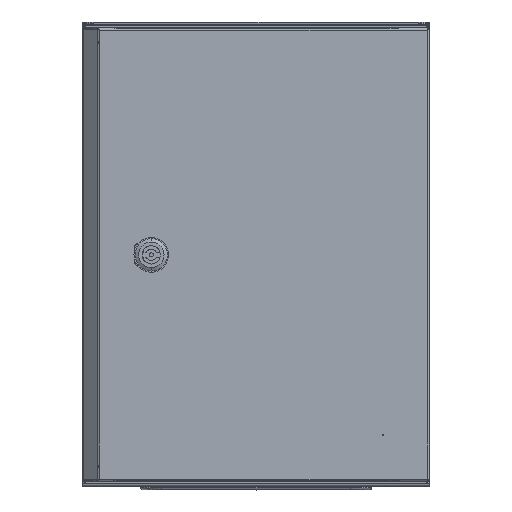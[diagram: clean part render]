
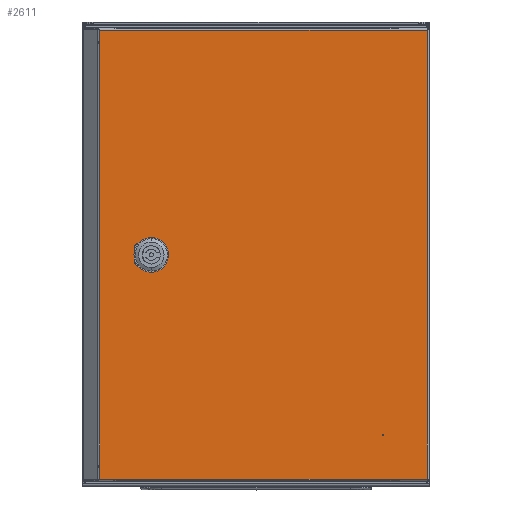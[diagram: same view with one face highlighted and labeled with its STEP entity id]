
A CAD part, top view. The second image highlights one B-rep face of the part: STEP entity #2611.
In plain terms, the highlighted face is planar.
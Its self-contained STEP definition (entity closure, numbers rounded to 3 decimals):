
#273 = CIRCLE ( 'NONE', #9303, 3.5 ) ;
#296 = CARTESIAN_POINT ( 'NONE',  ( 34.5, 0., 204.5 ) ) ;
#1490 = VECTOR ( 'NONE', #27136, 1000. ) ;
#1653 = FACE_BOUND ( 'NONE', #25257, .T. ) ;
#1690 = CARTESIAN_POINT ( 'NONE',  ( 284., 0., 0.75 ) ) ;
#1746 = DIRECTION ( 'NONE',  ( 0., 0., 1. ) ) ;
#1811 = CARTESIAN_POINT ( 'NONE',  ( 284., 0., 388.75 ) ) ;
#2225 = EDGE_CURVE ( 'NONE', #11185, #23138, #273, .T. ) ;
#2267 = VERTEX_POINT ( 'NONE', #1690 ) ;
#2611 = ADVANCED_FACE ( 'NONE', ( #1653, #10434, #21438 ), #23799, .T. ) ;
#2840 = DIRECTION ( 'NONE',  ( 0., -1., 0. ) ) ;
#2857 = EDGE_CURVE ( 'NONE', #15799, #4014, #9820, .T. ) ;
#3453 = DIRECTION ( 'NONE',  ( 0., 0., -1. ) ) ;
#3651 = ORIENTED_EDGE ( 'NONE', *, *, #5392, .F. ) ;
#3764 = DIRECTION ( 'NONE',  ( 0., 0., -1. ) ) ;
#4014 = VERTEX_POINT ( 'NONE', #10702 ) ;
#4351 = EDGE_LOOP ( 'NONE', ( #27382, #10127, #3651, #9918, #10135, #10121, #26944, #24555 ) ) ;
#4387 = ORIENTED_EDGE ( 'NONE', *, *, #27231, .F. ) ;
#5040 = CARTESIAN_POINT ( 'NONE',  ( 284., 0., 389.5 ) ) ;
#5165 = EDGE_CURVE ( 'NONE', #21942, #28628, #19241, .T. ) ;
#5392 = EDGE_CURVE ( 'NONE', #4014, #6476, #18528, .T. ) ;
#5528 = ORIENTED_EDGE ( 'NONE', *, *, #28272, .T. ) ;
#5621 = DIRECTION ( 'NONE',  ( 1., 0., 0. ) ) ;
#5636 = EDGE_CURVE ( 'NONE', #6281, #21942, #16923, .T. ) ;
#6001 = DIRECTION ( 'NONE',  ( 0., -1., 0. ) ) ;
#6281 = VERTEX_POINT ( 'NONE', #18351 ) ;
#6331 = CARTESIAN_POINT ( 'NONE',  ( 31., 0., 188.5 ) ) ;
#6357 = EDGE_CURVE ( 'NONE', #23138, #6281, #16112, .T. ) ;
#6476 = VERTEX_POINT ( 'NONE', #26793 ) ;
#6566 = CARTESIAN_POINT ( 'NONE',  ( 0.785, 0., 0.75 ) ) ;
#7151 = CIRCLE ( 'NONE', #23760, 0.5 ) ;
#7741 = AXIS2_PLACEMENT_3D ( 'NONE', #22852, #22418, #8607 ) ;
#7796 = CARTESIAN_POINT ( 'NONE',  ( 0.785, 0., 389.5 ) ) ;
#7959 = EDGE_LOOP ( 'NONE', ( #11784, #14030, #4387, #5528 ) ) ;
#8535 = EDGE_CURVE ( 'NONE', #27362, #18263, #7151, .T. ) ;
#8580 = CARTESIAN_POINT ( 'NONE',  ( 246., 0., 38.75 ) ) ;
#8607 = DIRECTION ( 'NONE',  ( 0., 0., 1. ) ) ;
#8724 = LINE ( 'NONE', #22243, #1490 ) ;
#8850 = AXIS2_PLACEMENT_3D ( 'NONE', #21424, #2840, #28119 ) ;
#8928 = VECTOR ( 'NONE', #23176, 1000. ) ;
#9303 = AXIS2_PLACEMENT_3D ( 'NONE', #24133, #10611, #3764 ) ;
#9820 = LINE ( 'NONE', #296, #8928 ) ;
#9880 = CARTESIAN_POINT ( 'NONE',  ( 50.5, 0., 201. ) ) ;
#9918 = ORIENTED_EDGE ( 'NONE', *, *, #2857, .F. ) ;
#10121 = ORIENTED_EDGE ( 'NONE', *, *, #5165, .F. ) ;
#10127 = ORIENTED_EDGE ( 'NONE', *, *, #15987, .F. ) ;
#10135 = ORIENTED_EDGE ( 'NONE', *, *, #14502, .F. ) ;
#10280 = CARTESIAN_POINT ( 'NONE',  ( 34.5, 0., 185. ) ) ;
#10434 = FACE_BOUND ( 'NONE', #4351, .T. ) ;
#10576 = DIRECTION ( 'NONE',  ( 0., -1., 0. ) ) ;
#10611 = DIRECTION ( 'NONE',  ( 0., -1., 0. ) ) ;
#10702 = CARTESIAN_POINT ( 'NONE',  ( 34.5, 0., 204.5 ) ) ;
#11140 = CARTESIAN_POINT ( 'NONE',  ( 50.5, 0., 188.5 ) ) ;
#11185 = VERTEX_POINT ( 'NONE', #6331 ) ;
#11331 = DIRECTION ( 'NONE',  ( -1., 0., 0. ) ) ;
#11784 = ORIENTED_EDGE ( 'NONE', *, *, #28026, .T. ) ;
#12599 = ORIENTED_EDGE ( 'NONE', *, *, #8535, .T. ) ;
#12948 = VECTOR ( 'NONE', #5621, 1000. ) ;
#12949 = CIRCLE ( 'NONE', #7741, 3.5 ) ;
#13046 = CARTESIAN_POINT ( 'NONE',  ( 246., 0., 38.25 ) ) ;
#13744 = DIRECTION ( 'NONE',  ( 1., 0., 0. ) ) ;
#13767 = CARTESIAN_POINT ( 'NONE',  ( 246., 0., 39.25 ) ) ;
#14017 = CIRCLE ( 'NONE', #29198, 0.5 ) ;
#14030 = ORIENTED_EDGE ( 'NONE', *, *, #29295, .T. ) ;
#14502 = EDGE_CURVE ( 'NONE', #28628, #15799, #12949, .T. ) ;
#14691 = LINE ( 'NONE', #14828, #12948 ) ;
#14828 = CARTESIAN_POINT ( 'NONE',  ( -2.154, 0., 0.75 ) ) ;
#15337 = LINE ( 'NONE', #1811, #21472 ) ;
#15441 = CARTESIAN_POINT ( 'NONE',  ( 246., 0., 38.75 ) ) ;
#15694 = DIRECTION ( 'NONE',  ( 0., 1., 0. ) ) ;
#15799 = VERTEX_POINT ( 'NONE', #23640 ) ;
#15987 = EDGE_CURVE ( 'NONE', #6476, #11185, #8724, .T. ) ;
#16112 = LINE ( 'NONE', #27870, #21420 ) ;
#16338 = DIRECTION ( 'NONE',  ( 0., 0., -1. ) ) ;
#16923 = CIRCLE ( 'NONE', #8850, 3.5 ) ;
#17125 = AXIS2_PLACEMENT_3D ( 'NONE', #19947, #6001, #24684 ) ;
#17292 = LINE ( 'NONE', #7796, #24294 ) ;
#18263 = VERTEX_POINT ( 'NONE', #13767 ) ;
#18351 = CARTESIAN_POINT ( 'NONE',  ( 47., 0., 185. ) ) ;
#18421 = VERTEX_POINT ( 'NONE', #25808 ) ;
#18528 = CIRCLE ( 'NONE', #17125, 3.5 ) ;
#18552 = LINE ( 'NONE', #5040, #19986 ) ;
#18654 = VERTEX_POINT ( 'NONE', #27959 ) ;
#18947 = DIRECTION ( 'NONE',  ( 0., 0., 1. ) ) ;
#19215 = CARTESIAN_POINT ( 'NONE',  ( 0., 0., 389.5 ) ) ;
#19241 = LINE ( 'NONE', #9880, #24215 ) ;
#19627 = CARTESIAN_POINT ( 'NONE',  ( 50.5, 0., 201. ) ) ;
#19947 = CARTESIAN_POINT ( 'NONE',  ( 34.5, 0., 201. ) ) ;
#19986 = VECTOR ( 'NONE', #16338, 1000. ) ;
#21420 = VECTOR ( 'NONE', #13744, 1000. ) ;
#21424 = CARTESIAN_POINT ( 'NONE',  ( 47., 0., 188.5 ) ) ;
#21438 = FACE_OUTER_BOUND ( 'NONE', #7959, .T. ) ;
#21472 = VECTOR ( 'NONE', #11331, 1000. ) ;
#21895 = DIRECTION ( 'NONE',  ( 0., 0., -1. ) ) ;
#21942 = VERTEX_POINT ( 'NONE', #11140 ) ;
#22041 = EDGE_CURVE ( 'NONE', #18263, #27362, #14017, .T. ) ;
#22243 = CARTESIAN_POINT ( 'NONE',  ( 31., 0., 201. ) ) ;
#22418 = DIRECTION ( 'NONE',  ( 0., -1., 0. ) ) ;
#22679 = AXIS2_PLACEMENT_3D ( 'NONE', #19215, #10576, #3453 ) ;
#22852 = CARTESIAN_POINT ( 'NONE',  ( 47., 0., 201. ) ) ;
#23131 = ORIENTED_EDGE ( 'NONE', *, *, #22041, .T. ) ;
#23138 = VERTEX_POINT ( 'NONE', #10280 ) ;
#23176 = DIRECTION ( 'NONE',  ( -1., 0., 0. ) ) ;
#23640 = CARTESIAN_POINT ( 'NONE',  ( 47., 0., 204.5 ) ) ;
#23760 = AXIS2_PLACEMENT_3D ( 'NONE', #8580, #15694, #1746 ) ;
#23799 = PLANE ( 'NONE',  #22679 ) ;
#24133 = CARTESIAN_POINT ( 'NONE',  ( 34.5, 0., 188.5 ) ) ;
#24215 = VECTOR ( 'NONE', #18947, 1000. ) ;
#24294 = VECTOR ( 'NONE', #21895, 1000. ) ;
#24508 = DIRECTION ( 'NONE',  ( 0., 0., 1. ) ) ;
#24555 = ORIENTED_EDGE ( 'NONE', *, *, #6357, .F. ) ;
#24684 = DIRECTION ( 'NONE',  ( 0., 0., -1. ) ) ;
#25257 = EDGE_LOOP ( 'NONE', ( #23131, #12599 ) ) ;
#25808 = CARTESIAN_POINT ( 'NONE',  ( 284., 0., 388.75 ) ) ;
#26793 = CARTESIAN_POINT ( 'NONE',  ( 31., 0., 201. ) ) ;
#26944 = ORIENTED_EDGE ( 'NONE', *, *, #5636, .F. ) ;
#27136 = DIRECTION ( 'NONE',  ( 0., 0., -1. ) ) ;
#27231 = EDGE_CURVE ( 'NONE', #18421, #2267, #18552, .T. ) ;
#27362 = VERTEX_POINT ( 'NONE', #13046 ) ;
#27382 = ORIENTED_EDGE ( 'NONE', *, *, #2225, .F. ) ;
#27870 = CARTESIAN_POINT ( 'NONE',  ( 34.5, 0., 185. ) ) ;
#27959 = CARTESIAN_POINT ( 'NONE',  ( 0.785, 0., 388.75 ) ) ;
#28026 = EDGE_CURVE ( 'NONE', #18654, #28292, #17292, .T. ) ;
#28119 = DIRECTION ( 'NONE',  ( 0., 0., -1. ) ) ;
#28272 = EDGE_CURVE ( 'NONE', #18421, #18654, #15337, .T. ) ;
#28292 = VERTEX_POINT ( 'NONE', #6566 ) ;
#28628 = VERTEX_POINT ( 'NONE', #19627 ) ;
#28965 = DIRECTION ( 'NONE',  ( 0., 1., 0. ) ) ;
#29198 = AXIS2_PLACEMENT_3D ( 'NONE', #15441, #28965, #24508 ) ;
#29295 = EDGE_CURVE ( 'NONE', #28292, #2267, #14691, .T. ) ;
